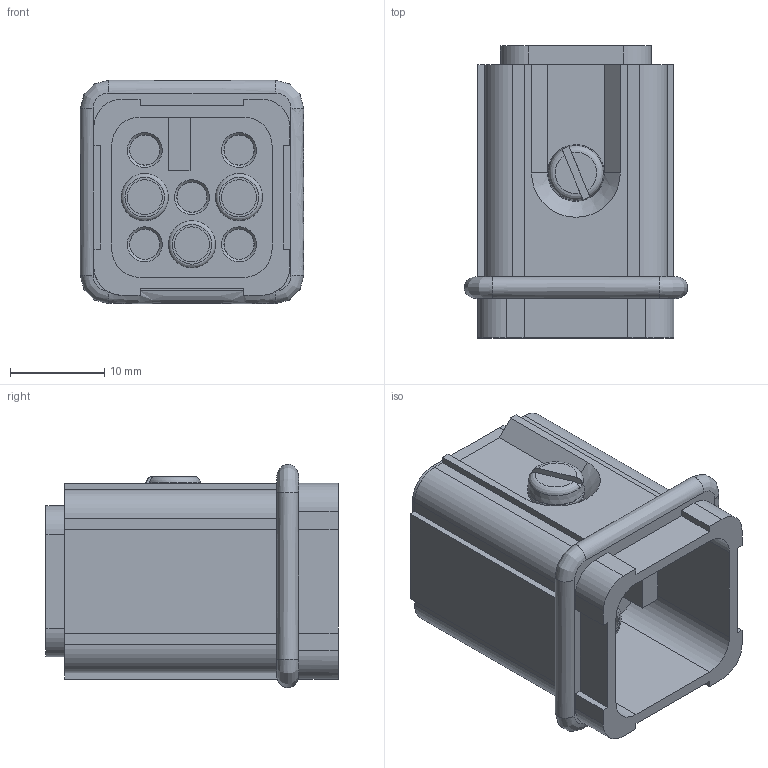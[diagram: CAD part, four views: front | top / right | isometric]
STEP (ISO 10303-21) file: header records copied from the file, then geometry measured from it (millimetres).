
FILE_DESCRIPTION(/* description */ (''),/* implementation_level */ '2;1');
FILE_NAME(/* name */ 'C146_10A007_500_2.stp',/* time_stamp */ '2016-04-12T09:32:06+02:00',/* author */ (''),/* organization */ (''),/* preprocessor_version */ 'ST-DEVELOPER v15',/* originating_system */ 'SIEMENS PLM Software NX 9.0',/* authorisation */ '');
FILE_SCHEMA (('CONFIG_CONTROL_DESIGN'));
Length unit declared in the file: millimetre
Products named in the file (1): c146 10a007 500 2nxm001-03
Bounding box: 23.7 x 31 x 23.7 mm (x, y, z)
Volume: 8577.3 mm3; surface area: 4799.3 mm2
Topology: 1 solids, 1 shells, 145 faces, 363 edges, 243 vertices
Faces by surface type: plane 88, cylinder 31, bspline 13, cone 12, torus 1
Full cylindrical faces by diameter (mm): 3.7 x3, 4.5 x8, 5 x3
Entity records: 4529 total; most frequent: CARTESIAN_POINT 1161, DIRECTION 665, ORIENTED_EDGE 646, EDGE_CURVE 323, AXIS2_PLACEMENT_3D 233, VERTEX_POINT 232, LINE 199, VECTOR 199
